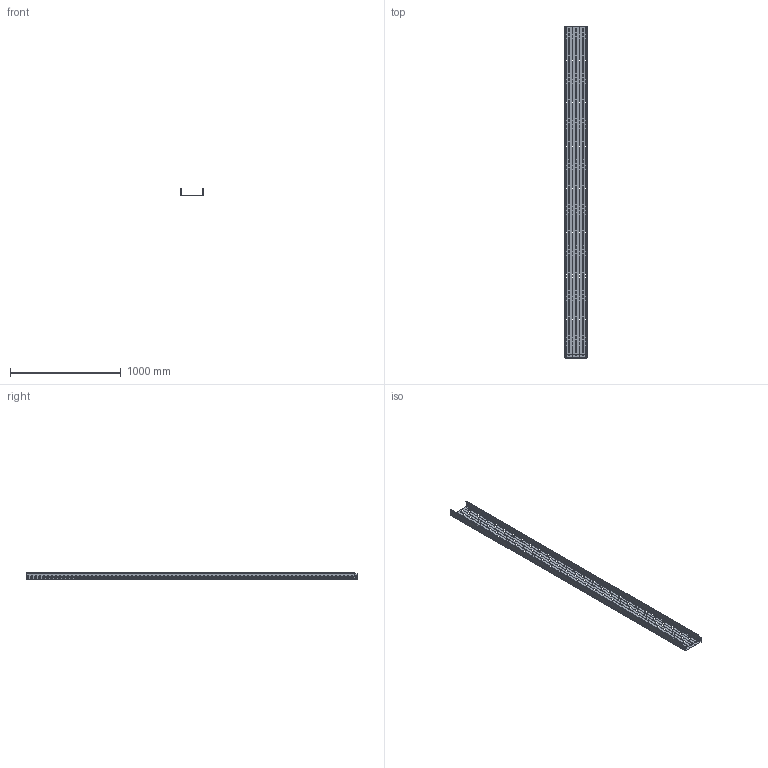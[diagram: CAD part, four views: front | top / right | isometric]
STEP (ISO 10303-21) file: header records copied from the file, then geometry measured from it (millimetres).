
FILE_DESCRIPTION(/* description */ (''),/* implementation_level */ '2;1');
FILE_NAME(/* name */ 'KCJ KCOJ200H60 3.stp',/* time_stamp */ '2020-06-22T08:08:27+02:00',/* author */ ('stanislaw.luczak'),/* organization */ (''),/* preprocessor_version */ 'ST-DEVELOPER v18.1',/* originating_system */ 'Autodesk Inventor 2021',/* authorisation */ '');
FILE_SCHEMA (('AUTOMOTIVE_DESIGN { 1 0 10303 214 3 1 1 }'));
Products named in the file (1): 200H60N_KGJ_3M
Bounding box: 202 x 3000 x 60.97 mm (x, y, z)
Volume: 863236.4 mm3; surface area: 1782847.5 mm2
Topology: 1 solids, 1 shells, 3730 faces, 11159 edges, 7425 vertices
Faces by surface type: plane 1864, cylinder 1858, bspline 4, torus 4
Entity records: 130158 total; most frequent: CARTESIAN_POINT 22347, DIRECTION 22331, ORIENTED_EDGE 22318, EDGE_CURVE 11159, AXIS2_PLACEMENT_3D 7445, LINE 7441, VECTOR 7441, VERTEX_POINT 7425
